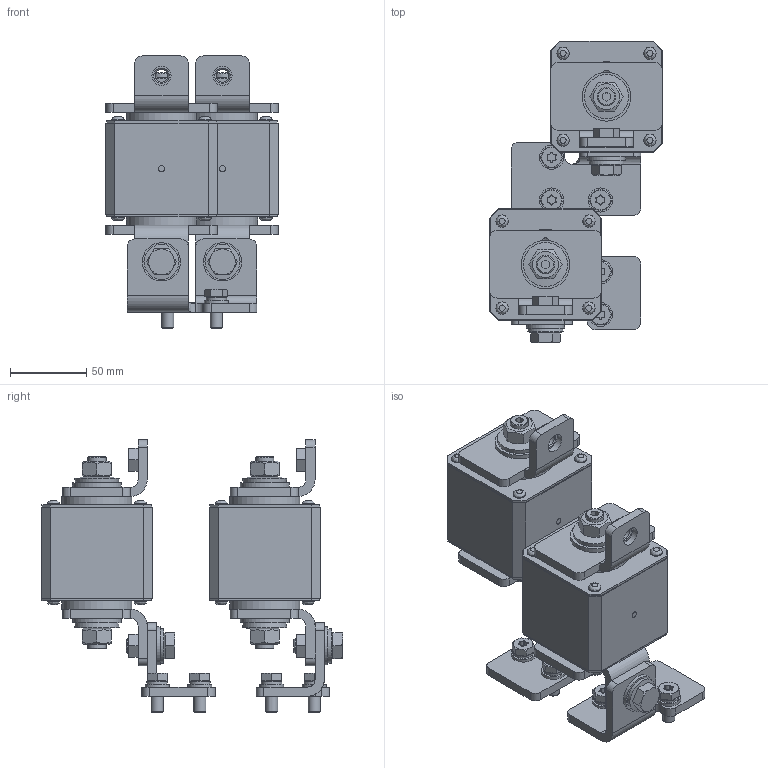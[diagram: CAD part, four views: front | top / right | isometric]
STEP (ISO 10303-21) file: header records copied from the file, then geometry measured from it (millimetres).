
FILE_DESCRIPTION(/* description */ (''),/* implementation_level */ '2;1');
FILE_NAME(/* name */ 'DPD02270.stp',/* time_stamp */ '2023-03-29T16:00:56+03:00',/* author */ (''),/* organization */ (''),/* preprocessor_version */ 'ST-DEVELOPER v16.7',/* originating_system */ 'SIEMENS PLM Software NX 1892',/* authorisation */ '');
FILE_SCHEMA (('AUTOMOTIVE_DESIGN { 1 0 10303 214 3 1 1 1 }'));
Length unit declared in the file: millimetre
Products named in the file (1): U3196E902E43a1yh
Bounding box: 113 x 197.7 x 178.4 mm (x, y, z)
Volume: 925300.8 mm3; surface area: 174136.7 mm2
Topology: 40 solids, 40 shells, 748 faces, 1708 edges, 1100 vertices
Faces by surface type: plane 370, cylinder 224, cone 128, bspline 18, torus 8
Full cylindrical faces by diameter (mm): 4 x2, 5 x8, 8 x28, 8.5 x4, 10 x2, 10.3 x8, 10.5 x2, 11.2 x2, 12 x8, 12.5 x8, 13 x4, 13.4 x6, 15.8 x6, 25 x2, 32 x4, 46 x4
Entity records: 21460 total; most frequent: CARTESIAN_POINT 4317, DIRECTION 3368, ORIENTED_EDGE 2904, EDGE_CURVE 1452, AXIS2_PLACEMENT_3D 1333, EDGE_LOOP 1090, VERTEX_POINT 1054, ADVANCED_FACE 748
